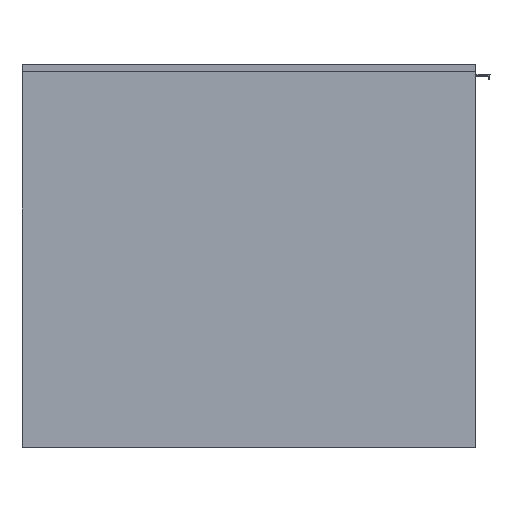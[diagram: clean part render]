
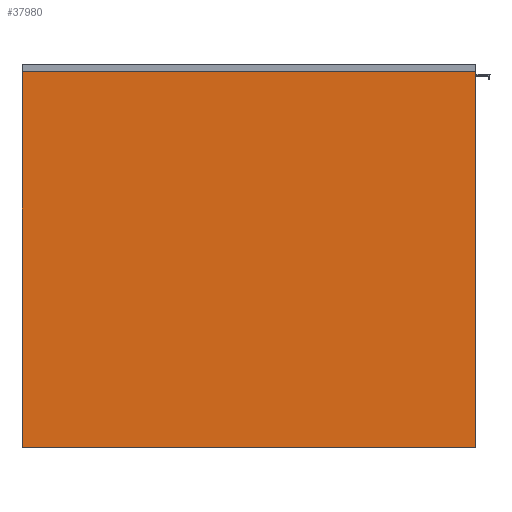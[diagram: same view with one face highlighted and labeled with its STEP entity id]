
A CAD part, left-side view. The second image highlights one B-rep face of the part: STEP entity #37980.
In plain terms, the highlighted planar face has unit normal (-1, 0, 0).
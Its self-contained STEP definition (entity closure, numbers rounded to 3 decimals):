
#4500=FACE_OUTER_BOUND('',#6782,.T.);
#6782=EDGE_LOOP('',(#33486,#33487,#33488,#33489));
#10786=LINE('',#61762,#14796);
#10790=LINE('',#61769,#14800);
#10793=LINE('',#61775,#14803);
#10795=LINE('',#61778,#14805);
#14796=VECTOR('',#50734,500.);
#14800=VECTOR('',#50740,414.5);
#14803=VECTOR('',#50745,500.);
#14805=VECTOR('',#50749,414.5);
#18278=VERTEX_POINT('',#61759);
#18279=VERTEX_POINT('',#61761);
#18281=VERTEX_POINT('',#61767);
#18283=VERTEX_POINT('',#61773);
#23399=EDGE_CURVE('',#18278,#18279,#10786,.T.);
#23403=EDGE_CURVE('',#18281,#18278,#10790,.T.);
#23406=EDGE_CURVE('',#18283,#18281,#10793,.T.);
#23408=EDGE_CURVE('',#18279,#18283,#10795,.T.);
#33486=ORIENTED_EDGE('',*,*,#23408,.F.);
#33487=ORIENTED_EDGE('',*,*,#23399,.F.);
#33488=ORIENTED_EDGE('',*,*,#23403,.F.);
#33489=ORIENTED_EDGE('',*,*,#23406,.F.);
#36149=PLANE('',#41062);
#37980=ADVANCED_FACE('',(#4500),#36149,.F.);
#41062=AXIS2_PLACEMENT_3D('',#61779,#50750,#50751);
#50734=DIRECTION('',(0.,1.,0.));
#50740=DIRECTION('',(0.,0.,-1.));
#50745=DIRECTION('',(0.,-1.,0.));
#50749=DIRECTION('',(0.,0.,1.));
#50750=DIRECTION('center_axis',(1.,0.,0.));
#50751=DIRECTION('ref_axis',(0.,0.,-1.));
#61759=CARTESIAN_POINT('',(0.,-8.,0.));
#61761=CARTESIAN_POINT('',(0.,492.,0.));
#61762=CARTESIAN_POINT('',(0.,0.,0.));
#61767=CARTESIAN_POINT('',(0.,-8.,414.5));
#61769=CARTESIAN_POINT('',(0.,-8.,414.5));
#61773=CARTESIAN_POINT('',(0.,492.,414.5));
#61775=CARTESIAN_POINT('',(0.,492.,414.5));
#61778=CARTESIAN_POINT('',(0.,492.,0.));
#61779=CARTESIAN_POINT('Origin',(0.,246.,207.25));
